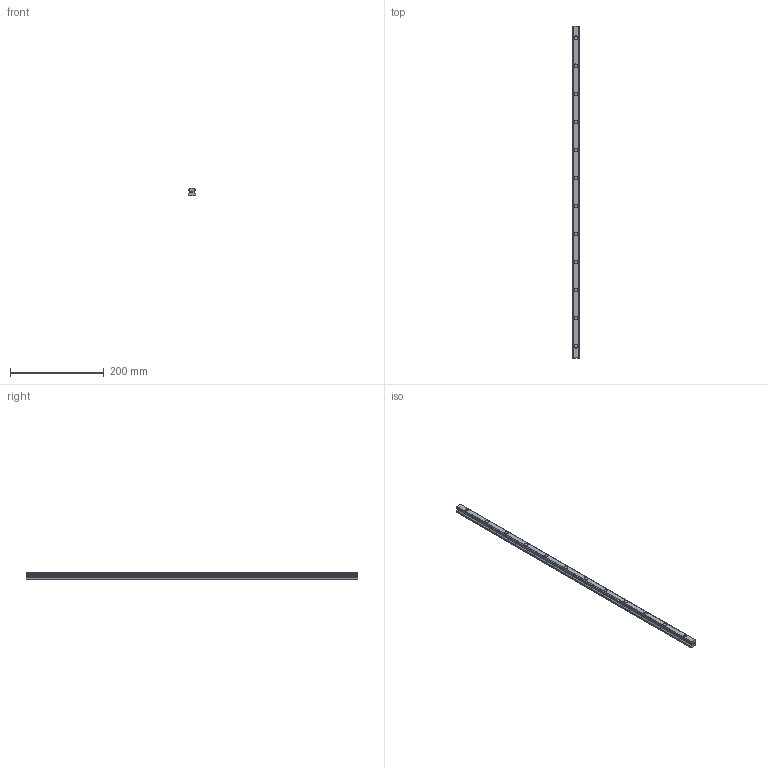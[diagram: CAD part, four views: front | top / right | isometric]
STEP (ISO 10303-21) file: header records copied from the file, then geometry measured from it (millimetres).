
FILE_DESCRIPTION(('STEP AP214'),'1');
FILE_NAME('cctmp_ABB16582-9709-4863-8690-42D60FA03100_2020_5_5_12_43_38_61..stp','2020-05-05T10:43:38',('HIWIN GmbH'),('CADClick - www.CADClick.com'),'Spatial InterOp 3D',' ','unknown authorization');
FILE_SCHEMA(('AUTOMOTIVE_DESIGN'));
Length unit declared in the file: millimetre
Products named in the file (1): HGR15R710H_FILE
Bounding box: 15 x 710 x 15 mm (x, y, z)
Volume: 130388.8 mm3; surface area: 47607.3 mm2
Topology: 1 solids, 1 shells, 223 faces, 543 edges, 362 vertices
Faces by surface type: plane 125, cylinder 98
Entity records: 8401 total; most frequent: DIRECTION 1187, CARTESIAN_POINT 1129, ORIENTED_EDGE 1086, EDGE_CURVE 543, AXIS2_PLACEMENT_3D 420, VERTEX_POINT 362, LINE 347, VECTOR 347
